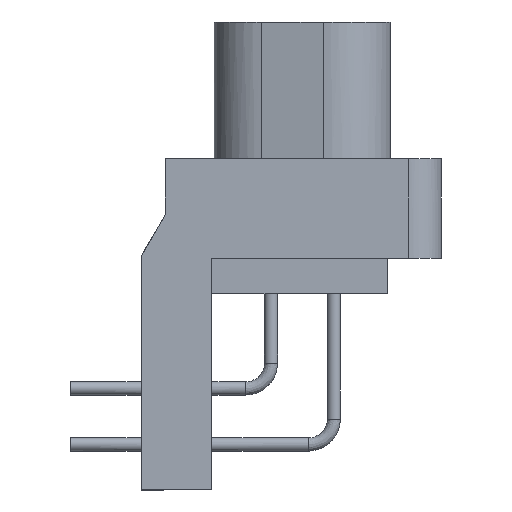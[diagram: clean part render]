
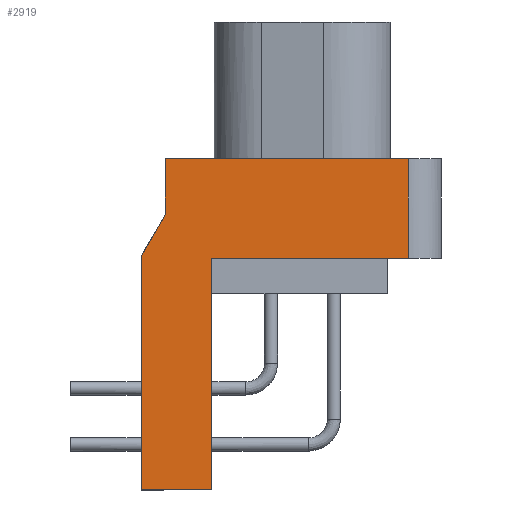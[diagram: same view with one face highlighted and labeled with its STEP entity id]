
A CAD part, left-side view. The second image highlights one B-rep face of the part: STEP entity #2919.
In plain terms, the highlighted free-form (B-spline) face has degree [1, 1] with [2, 2] control points.
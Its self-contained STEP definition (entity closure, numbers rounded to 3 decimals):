
#2640=CARTESIAN_POINT('V17',(-26.6,3.8,
   -14.5));
#2641=VERTEX_POINT('V17',#2640);
#2647=CARTESIAN_POINT('V23',(-26.6,3.8,
   -3.905));
#2648=VERTEX_POINT('V23',#2647);
#2649=CARTESIAN_POINT('E23',(-26.6,3.8,
   -3.905));
#2650=CARTESIAN_POINT('E23',(-26.6,3.8,
   -14.5));
#2651=QUASI_UNIFORM_CURVE('E23',1,(#2649,#2650),.POLYLINE_FORM.,.F.,
   .U.);
#2652=EDGE_CURVE('E23',#2648,#2641,#2651,.T.);
#2688=CARTESIAN_POINT('V15',(-26.6,0.6,
   -14.5));
#2689=VERTEX_POINT('V15',#2688);
#2697=CARTESIAN_POINT('E16',(-26.6,3.8,
   -14.5));
#2698=CARTESIAN_POINT('E16',(-26.6,0.6,
   -14.5));
#2699=QUASI_UNIFORM_CURVE('E16',1,(#2697,#2698),.POLYLINE_FORM.,.F.,
   .U.);
#2700=EDGE_CURVE('E16',#2641,#2689,#2699,.T.);
#2750=CARTESIAN_POINT('V40',(-26.6,0.6,
   -4.0));
#2751=VERTEX_POINT('V40',#2750);
#2757=CARTESIAN_POINT('E47',(-26.6,0.6,
   -14.5));
#2758=CARTESIAN_POINT('E47',(-26.6,0.6,
   -4.0));
#2759=QUASI_UNIFORM_CURVE('E47',1,(#2757,#2758),.POLYLINE_FORM.,.F.,
   .U.);
#2760=EDGE_CURVE('E47',#2689,#2751,#2759,.T.);
#2835=CARTESIAN_POINT('V71',(-26.6,2.7,
   -2.0));
#2836=VERTEX_POINT('V71',#2835);
#2837=CARTESIAN_POINT('E99',(-26.6,2.7,
   -2.0));
#2838=CARTESIAN_POINT('E99',(-26.6,3.8,
   -3.905));
#2839=QUASI_UNIFORM_CURVE('E99',1,(#2837,#2838),.POLYLINE_FORM.,.F.,
   .U.);
#2840=EDGE_CURVE('E99',#2836,#2648,#2839,.T.);
#2865=CARTESIAN_POINT('V90',(-26.6,2.7,
   0.5));
#2866=VERTEX_POINT('V90',#2865);
#2867=CARTESIAN_POINT('E133',(-26.6,2.7,
   -2.0));
#2868=CARTESIAN_POINT('E133',(-26.6,2.7,
   0.5));
#2869=QUASI_UNIFORM_CURVE('E133',1,(#2867,#2868),.POLYLINE_FORM.,.F.,
   .U.);
#2870=EDGE_CURVE('E133',#2836,#2866,#2869,.T.);
#2888=CARTESIAN_POINT('F41',(-26.6,4.58,
   -15.325));
#2889=CARTESIAN_POINT('F41',(-26.6,-10.58,
   -15.325));
#2890=CARTESIAN_POINT('F41',(-26.6,4.58,
   0.825));
#2891=CARTESIAN_POINT('F41',(-26.6,-10.58,
   0.825));
#2892=QUASI_UNIFORM_SURFACE('F41',1,1,((#2888,#2890),(#2889,#2891))
,.PLANE_SURF.,.F.,.F.,.U.);
#2893=CARTESIAN_POINT('V89',(-26.6,-8.3,
   0.5));
#2894=VERTEX_POINT('V89',#2893);
#2895=CARTESIAN_POINT('V80',(-26.6,-8.3,
   -4.0));
#2896=VERTEX_POINT('V80',#2895);
#2897=CARTESIAN_POINT('E130',(-26.6,-8.3,
   0.5));
#2898=CARTESIAN_POINT('E130',(-26.6,-8.3,
   -4.0));
#2899=QUASI_UNIFORM_CURVE('E130',1,(#2897,#2898),.POLYLINE_FORM.,.F.,
   .U.);
#2900=EDGE_CURVE('E130',#2894,#2896,#2899,.T.);
#2901=ORIENTED_EDGE('E130',*,*,#2900,.F.);
#2902=CARTESIAN_POINT('E132',(-26.6,-8.3,
   0.5));
#2903=CARTESIAN_POINT('E132',(-26.6,2.7,
   0.5));
#2904=B_SPLINE_CURVE_WITH_KNOTS('E132',1,(#2902,#2903),
   .POLYLINE_FORM.,.F.,.U.,(2,2),(0.0,22.0),.UNSPECIFIED.);
#2905=EDGE_CURVE('E132',#2894,#2866,#2904,.T.);
#2906=ORIENTED_EDGE('E132',*,*,#2905,.T.);
#2907=ORIENTED_EDGE('E133',*,*,#2870,.F.);
#2908=ORIENTED_EDGE('E99',*,*,#2840,.T.);
#2909=ORIENTED_EDGE('E23',*,*,#2652,.T.);
#2910=ORIENTED_EDGE('E16',*,*,#2700,.T.);
#2911=ORIENTED_EDGE('F6',*,*,#2760,.T.);
#2912=CARTESIAN_POINT('E115',(-26.6,0.6,
   -4.0));
#2913=CARTESIAN_POINT('E115',(-26.6,-8.3,
   -4.0));
#2914=B_SPLINE_CURVE_WITH_KNOTS('E115',1,(#2912,#2913),
   .POLYLINE_FORM.,.F.,.U.,(2,2),(0.144,1.0),
   .UNSPECIFIED.);
#2915=EDGE_CURVE('E115',#2751,#2896,#2914,.T.);
#2916=ORIENTED_EDGE('E115',*,*,#2915,.T.);
#2917=EDGE_LOOP('F41',(#2901,#2906,#2907,#2908,#2909,#2910,#2911,
   #2916));
#2918=FACE_OUTER_BOUND('F41',#2917,.T.);
#2919=ADVANCED_FACE('F41',(#2918),#2892,.T.);
